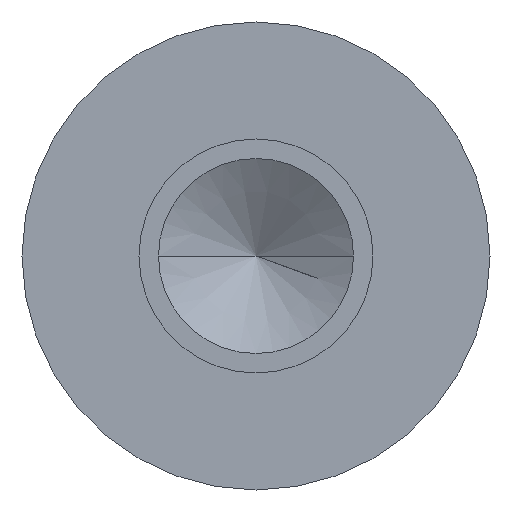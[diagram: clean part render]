
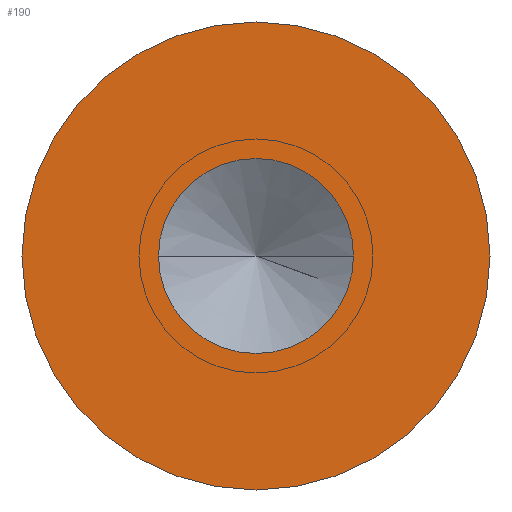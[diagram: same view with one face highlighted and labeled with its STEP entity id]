
A CAD part, front view. The second image highlights one B-rep face of the part: STEP entity #190.
In plain terms, the highlighted planar face has unit normal (0, -1, 0).
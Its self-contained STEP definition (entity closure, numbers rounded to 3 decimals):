
#21=CARTESIAN_POINT('',(0.,-59.,0.));
#22=DIRECTION('',(0.,1.,0.));
#23=DIRECTION('',(1.,0.,0.));
#24=AXIS2_PLACEMENT_3D('',#21,#22,#23);
#30=CARTESIAN_POINT('',(0.,-59.,0.));
#31=DIRECTION('',(0.,-1.,0.));
#32=DIRECTION('',(1.,0.,0.));
#33=AXIS2_PLACEMENT_3D('',#30,#31,#32);
#39=CARTESIAN_POINT('',(0.,-59.,0.));
#40=DIRECTION('',(0.,-1.,0.));
#41=DIRECTION('',(-1.,0.,0.));
#42=AXIS2_PLACEMENT_3D('',#39,#40,#41);
#44=CARTESIAN_POINT('',(0.,-59.,0.));
#45=DIRECTION('',(0.,-1.,0.));
#46=DIRECTION('',(1.,0.,0.));
#47=AXIS2_PLACEMENT_3D('',#44,#45,#46);
#101=CARTESIAN_POINT('',(6.,-59.,0.));
#103=VERTEX_POINT('',#101);
#105=CARTESIAN_POINT('',(-6.,-59.,0.));
#107=VERTEX_POINT('',#105);
#125=CARTESIAN_POINT('',(-2.5,-59.,0.));
#126=VERTEX_POINT('',#125);
#127=CARTESIAN_POINT('',(2.5,-59.,0.));
#128=VERTEX_POINT('',#127);
#175=CARTESIAN_POINT('',(0.,-59.,0.));
#176=DIRECTION('',(0.,1.,0.));
#177=DIRECTION('',(1.,0.,0.));
#178=AXIS2_PLACEMENT_3D('',#175,#176,#177);
#179=PLANE('',#178);
#180=ORIENTED_EDGE('',*,*,#168,.F.);
#181=ORIENTED_EDGE('',*,*,#157,.T.);
#182=EDGE_LOOP('',(#180,#181));
#183=FACE_OUTER_BOUND('',#182,.F.);
#185=ORIENTED_EDGE('',*,*,#184,.T.);
#187=ORIENTED_EDGE('',*,*,#186,.T.);
#188=EDGE_LOOP('',(#185,#187));
#189=FACE_BOUND('',#188,.F.);
#190=ADVANCED_FACE('',(#183,#189),#179,.F.);
#25=CIRCLE('',#24,6.);
#34=CIRCLE('',#33,6.);
#43=CIRCLE('',#42,2.5);
#48=CIRCLE('',#47,2.5);
#157=EDGE_CURVE('',#103,#107,#25,.T.);
#168=EDGE_CURVE('',#103,#107,#34,.T.);
#184=EDGE_CURVE('',#126,#128,#43,.T.);
#186=EDGE_CURVE('',#128,#126,#48,.T.);
